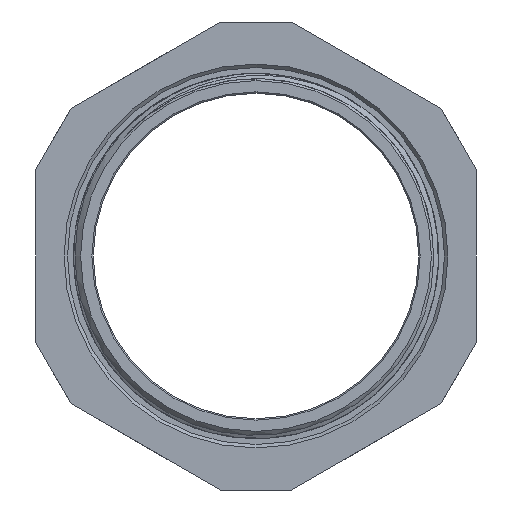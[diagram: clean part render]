
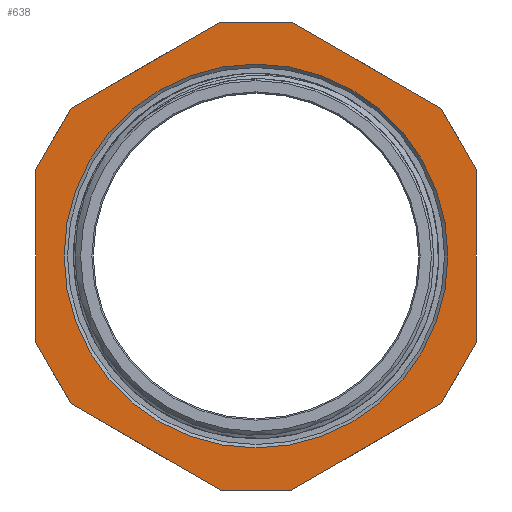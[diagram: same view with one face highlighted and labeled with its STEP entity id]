
A CAD part, left-side view. The second image highlights one B-rep face of the part: STEP entity #638.
In plain terms, the highlighted planar face has unit normal (-1, 0, 0).
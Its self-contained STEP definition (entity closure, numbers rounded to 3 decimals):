
#16=LINE('',#3184,#40);
#18=LINE('',#3196,#42);
#20=LINE('',#3204,#44);
#22=LINE('',#3216,#46);
#24=LINE('',#3224,#48);
#26=LINE('',#3236,#50);
#29=LINE('',#3251,#53);
#31=LINE('',#3257,#55);
#33=LINE('',#3271,#57);
#35=LINE('',#3283,#59);
#37=LINE('',#3289,#61);
#38=LINE('',#3294,#62);
#40=VECTOR('',#765,10.);
#42=VECTOR('',#769,10.);
#44=VECTOR('',#773,10.);
#46=VECTOR('',#777,10.);
#48=VECTOR('',#781,10.);
#50=VECTOR('',#785,10.);
#53=VECTOR('',#790,10.);
#55=VECTOR('',#794,10.);
#57=VECTOR('',#798,10.);
#59=VECTOR('',#802,10.);
#61=VECTOR('',#806,10.);
#62=VECTOR('',#809,10.);
#96=PLANE('',#706);
#118=FACE_BOUND('',#211,.T.);
#161=FACE_OUTER_BOUND('',#210,.T.);
#210=EDGE_LOOP('',(#558,#559,#560,#561,#562,#563,#564,#565,#566,#567,#568,
#569));
#211=EDGE_LOOP('',(#570));
#252=CIRCLE('',#705,28.3);
#297=VERTEX_POINT('',#3181);
#298=VERTEX_POINT('',#3183);
#301=VERTEX_POINT('',#3195);
#303=VERTEX_POINT('',#3203);
#306=VERTEX_POINT('',#3215);
#308=VERTEX_POINT('',#3223);
#311=VERTEX_POINT('',#3235);
#315=VERTEX_POINT('',#3248);
#316=VERTEX_POINT('',#3250);
#320=VERTEX_POINT('',#3268);
#321=VERTEX_POINT('',#3270);
#324=VERTEX_POINT('',#3282);
#328=VERTEX_POINT('',#3316);
#365=EDGE_CURVE('',#298,#297,#16,.T.);
#369=EDGE_CURVE('',#301,#298,#18,.T.);
#372=EDGE_CURVE('',#303,#301,#20,.T.);
#376=EDGE_CURVE('',#306,#303,#22,.T.);
#379=EDGE_CURVE('',#308,#306,#24,.T.);
#383=EDGE_CURVE('',#311,#308,#26,.T.);
#388=EDGE_CURVE('',#316,#315,#29,.T.);
#391=EDGE_CURVE('',#297,#316,#31,.T.);
#395=EDGE_CURVE('',#321,#320,#33,.T.);
#399=EDGE_CURVE('',#324,#311,#35,.T.);
#402=EDGE_CURVE('',#320,#324,#37,.T.);
#404=EDGE_CURVE('',#315,#321,#38,.T.);
#414=EDGE_CURVE('',#328,#328,#252,.T.);
#558=ORIENTED_EDGE('',*,*,#383,.T.);
#559=ORIENTED_EDGE('',*,*,#379,.T.);
#560=ORIENTED_EDGE('',*,*,#376,.T.);
#561=ORIENTED_EDGE('',*,*,#372,.T.);
#562=ORIENTED_EDGE('',*,*,#369,.T.);
#563=ORIENTED_EDGE('',*,*,#365,.T.);
#564=ORIENTED_EDGE('',*,*,#391,.T.);
#565=ORIENTED_EDGE('',*,*,#388,.T.);
#566=ORIENTED_EDGE('',*,*,#404,.T.);
#567=ORIENTED_EDGE('',*,*,#395,.T.);
#568=ORIENTED_EDGE('',*,*,#402,.T.);
#569=ORIENTED_EDGE('',*,*,#399,.T.);
#570=ORIENTED_EDGE('',*,*,#414,.T.);
#638=ADVANCED_FACE('',(#161,#118),#96,.T.);
#705=AXIS2_PLACEMENT_3D('',#3317,#846,#847);
#706=AXIS2_PLACEMENT_3D('',#3318,#848,#849);
#765=DIRECTION('',(0.,0.866,0.5));
#769=DIRECTION('',(0.,0.5,0.866));
#773=DIRECTION('',(0.,0.,1.));
#777=DIRECTION('',(0.,-0.5,0.866));
#781=DIRECTION('',(0.,-0.866,0.5));
#785=DIRECTION('',(0.,-1.,0.));
#790=DIRECTION('',(0.,0.866,-0.5));
#794=DIRECTION('',(0.,1.,0.));
#798=DIRECTION('',(0.,0.,-1.));
#802=DIRECTION('',(0.,-0.866,-0.5));
#806=DIRECTION('',(0.,-0.5,-0.866));
#809=DIRECTION('',(0.,0.5,-0.866));
#846=DIRECTION('center_axis',(1.,0.,0.));
#847=DIRECTION('ref_axis',(0.,0.,-1.));
#848=DIRECTION('center_axis',(-1.,0.,0.));
#849=DIRECTION('ref_axis',(0.,0.,1.));
#3181=CARTESIAN_POINT('',(-15.14,-5.235,34.505));
#3183=CARTESIAN_POINT('',(-15.14,-27.265,21.787));
#3184=CARTESIAN_POINT('',(-15.14,-8.67,32.522));
#3195=CARTESIAN_POINT('',(-15.14,-32.5,12.718));
#3196=CARTESIAN_POINT('',(-15.14,-26.829,22.542));
#3203=CARTESIAN_POINT('',(-15.14,-32.5,-12.718));
#3204=CARTESIAN_POINT('',(-15.14,-32.5,-6.359));
#3215=CARTESIAN_POINT('',(-15.14,-27.265,-21.787));
#3216=CARTESIAN_POINT('',(-15.14,-24.211,-27.076));
#3223=CARTESIAN_POINT('',(-15.14,-5.235,-34.505));
#3224=CARTESIAN_POINT('',(-15.14,2.345,-38.882));
#3235=CARTESIAN_POINT('',(-15.14,5.235,-34.505));
#3236=CARTESIAN_POINT('',(-15.14,20.068,-34.505));
#3248=CARTESIAN_POINT('',(-15.14,27.265,21.787));
#3250=CARTESIAN_POINT('',(-15.14,5.235,34.505));
#3251=CARTESIAN_POINT('',(-15.14,23.83,23.769));
#3257=CARTESIAN_POINT('',(-15.14,14.832,34.505));
#3268=CARTESIAN_POINT('',(-15.14,32.5,-12.718));
#3270=CARTESIAN_POINT('',(-15.14,32.5,12.718));
#3271=CARTESIAN_POINT('',(-15.14,32.5,6.359));
#3282=CARTESIAN_POINT('',(-15.14,27.265,-21.787));
#3283=CARTESIAN_POINT('',(-15.14,34.845,-17.41));
#3289=CARTESIAN_POINT('',(-15.14,35.554,-7.429));
#3294=CARTESIAN_POINT('',(-15.14,32.936,11.963));
#3316=CARTESIAN_POINT('',(-15.14,28.3,0.));
#3317=CARTESIAN_POINT('Origin',(-15.14,0.,0.));
#3318=CARTESIAN_POINT('Origin',(-15.14,34.9,0.));
